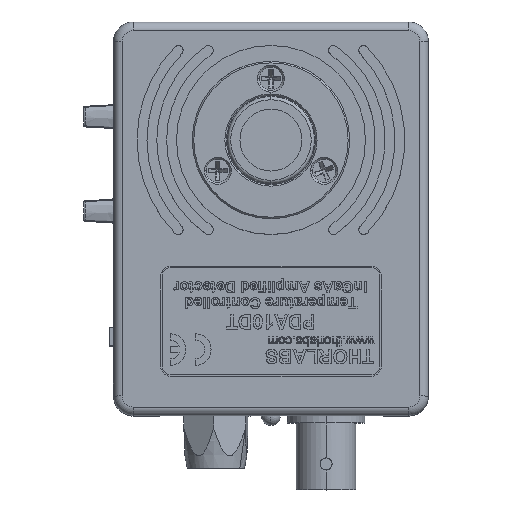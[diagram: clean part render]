
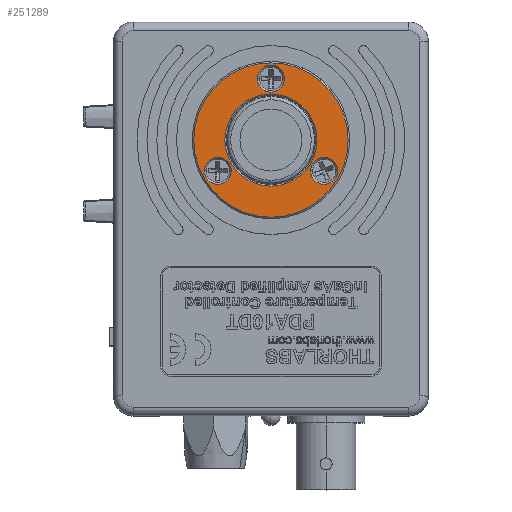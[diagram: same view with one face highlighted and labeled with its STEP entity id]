
A CAD part, top view. The second image highlights one B-rep face of the part: STEP entity #251289.
In plain terms, the highlighted planar face has unit normal (0, 0, 1).
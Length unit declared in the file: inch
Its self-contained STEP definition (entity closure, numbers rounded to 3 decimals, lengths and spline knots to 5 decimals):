
#164403 = CARTESIAN_POINT ( 'NONE',  ( 0., 1.75, 0.11756 ) ) ;
#164473 = CARTESIAN_POINT ( 'NONE',  ( 0.2925, 1.75, 0.11756 ) ) ;
#164474 = DIRECTION ( 'NONE',  ( 1., 0., 0. ) ) ;
#164476 = DIRECTION ( 'NONE',  ( 0., 0., -1. ) ) ;
#164477 = CARTESIAN_POINT ( 'NONE',  ( 0., 1.75, 0.11756 ) ) ;
#164478 = AXIS2_PLACEMENT_3D ( 'NONE', #164477, #164476, #164474 ) ;
#164479 = CIRCLE ( 'NONE', #164478, 0.2925 ) ;
#164484 = CARTESIAN_POINT ( 'NONE',  ( -0.2925, 1.75, 0.11756 ) ) ;
#164505 = CARTESIAN_POINT ( 'NONE',  ( -0.49, 1.75, 0.11756 ) ) ;
#164507 = CARTESIAN_POINT ( 'NONE',  ( 0.49, 1.75, 0.11756 ) ) ;
#164510 = DIRECTION ( 'NONE',  ( 1., 0., 0. ) ) ;
#164512 = DIRECTION ( 'NONE',  ( 0., 0., 1. ) ) ;
#164513 = AXIS2_PLACEMENT_3D ( 'NONE', #164403, #164512, #164510 ) ;
#164514 = CIRCLE ( 'NONE', #164513, 0.49 ) ;
#164682 = CARTESIAN_POINT ( 'NONE',  ( 0.086, 2.14, 0.11756 ) ) ;
#164683 = DIRECTION ( 'NONE',  ( 1., 0., 0. ) ) ;
#164685 = DIRECTION ( 'NONE',  ( 0., 0., 1. ) ) ;
#164686 = CARTESIAN_POINT ( 'NONE',  ( 0., 2.14, 0.11756 ) ) ;
#164688 = AXIS2_PLACEMENT_3D ( 'NONE', #164686, #164685, #164683 ) ;
#164689 = CIRCLE ( 'NONE', #164688, 0.086 ) ;
#164691 = CARTESIAN_POINT ( 'NONE',  ( -0.086, 2.14, 0.11756 ) ) ;
#165009 = CARTESIAN_POINT ( 'NONE',  ( -0.25175, 1.555, 0.11756 ) ) ;
#165010 = DIRECTION ( 'NONE',  ( 1., 0., 0. ) ) ;
#165011 = DIRECTION ( 'NONE',  ( 0., 0., 1. ) ) ;
#165012 = CARTESIAN_POINT ( 'NONE',  ( -0.33775, 1.555, 0.11756 ) ) ;
#165013 = AXIS2_PLACEMENT_3D ( 'NONE', #165012, #165011, #165010 ) ;
#165015 = CIRCLE ( 'NONE', #165013, 0.086 ) ;
#165017 = CARTESIAN_POINT ( 'NONE',  ( -0.42375, 1.555, 0.11756 ) ) ;
#165178 = FACE_BOUND ( 'NONE', #251448, .T. ) ;
#165179 = FACE_BOUND ( 'NONE', #251437, .T. ) ;
#165180 = FACE_BOUND ( 'NONE', #251299, .T. ) ;
#165181 = FACE_BOUND ( 'NONE', #251295, .T. ) ;
#165182 = FACE_OUTER_BOUND ( 'NONE', #251290, .T. ) ;
#165229 = DIRECTION ( 'NONE',  ( 1., 0., 0. ) ) ;
#165230 = DIRECTION ( 'NONE',  ( 0., 0., 1. ) ) ;
#165232 = CARTESIAN_POINT ( 'NONE',  ( 0., 1.75, 0.11756 ) ) ;
#165234 = AXIS2_PLACEMENT_3D ( 'NONE', #165232, #165230, #165229 ) ;
#165235 = CIRCLE ( 'NONE', #165234, 0.49 ) ;
#165240 = DIRECTION ( 'NONE',  ( 1., 0., 0. ) ) ;
#165241 = DIRECTION ( 'NONE',  ( 0., 0., 1. ) ) ;
#165243 = CARTESIAN_POINT ( 'NONE',  ( 0., 1.75, 0.11756 ) ) ;
#165244 = AXIS2_PLACEMENT_3D ( 'NONE', #165243, #165241, #165240 ) ;
#165248 = PLANE ( 'NONE',  #165244 ) ;
#165421 = CARTESIAN_POINT ( 'NONE',  ( 0.42375, 1.555, 0.11756 ) ) ;
#165422 = DIRECTION ( 'NONE',  ( 1., 0., 0. ) ) ;
#165424 = DIRECTION ( 'NONE',  ( 0., 0., 1. ) ) ;
#165425 = CARTESIAN_POINT ( 'NONE',  ( 0.33775, 1.555, 0.11756 ) ) ;
#165427 = AXIS2_PLACEMENT_3D ( 'NONE', #165425, #165424, #165422 ) ;
#165428 = CIRCLE ( 'NONE', #165427, 0.086 ) ;
#165429 = CARTESIAN_POINT ( 'NONE',  ( 0.25175, 1.555, 0.11756 ) ) ;
#165609 = DIRECTION ( 'NONE',  ( 1., 0., 0. ) ) ;
#165610 = DIRECTION ( 'NONE',  ( 0., 0., 1. ) ) ;
#165611 = CARTESIAN_POINT ( 'NONE',  ( 0.33775, 1.555, 0.11756 ) ) ;
#165612 = AXIS2_PLACEMENT_3D ( 'NONE', #165611, #165610, #165609 ) ;
#165613 = CIRCLE ( 'NONE', #165612, 0.086 ) ;
#165620 = DIRECTION ( 'NONE',  ( 1., 0., 0. ) ) ;
#165622 = DIRECTION ( 'NONE',  ( 0., 0., 1. ) ) ;
#165624 = CARTESIAN_POINT ( 'NONE',  ( -0.33775, 1.555, 0.11756 ) ) ;
#165626 = AXIS2_PLACEMENT_3D ( 'NONE', #165624, #165622, #165620 ) ;
#165627 = CIRCLE ( 'NONE', #165626, 0.086 ) ;
#165633 = DIRECTION ( 'NONE',  ( 1., 0., 0. ) ) ;
#165635 = DIRECTION ( 'NONE',  ( 0., 0., 1. ) ) ;
#165637 = CARTESIAN_POINT ( 'NONE',  ( 0., 2.14, 0.11756 ) ) ;
#165639 = AXIS2_PLACEMENT_3D ( 'NONE', #165637, #165635, #165633 ) ;
#165640 = CIRCLE ( 'NONE', #165639, 0.086 ) ;
#165643 = DIRECTION ( 'NONE',  ( 1., 0., 0. ) ) ;
#165645 = DIRECTION ( 'NONE',  ( 0., 0., -1. ) ) ;
#165646 = CARTESIAN_POINT ( 'NONE',  ( 0., 1.75, 0.11756 ) ) ;
#165647 = AXIS2_PLACEMENT_3D ( 'NONE', #165646, #165645, #165643 ) ;
#165648 = CIRCLE ( 'NONE', #165647, 0.2925 ) ;
#251035 = EDGE_CURVE ( 'NONE', #251037, #251038, #164514, .T. ) ;
#251037 = VERTEX_POINT ( 'NONE', #164507 ) ;
#251038 = VERTEX_POINT ( 'NONE', #164505 ) ;
#251050 = VERTEX_POINT ( 'NONE', #164484 ) ;
#251055 = EDGE_CURVE ( 'NONE', #251058, #251050, #164479, .T. ) ;
#251058 = VERTEX_POINT ( 'NONE', #164473 ) ;
#251120 = VERTEX_POINT ( 'NONE', #164691 ) ;
#251127 = EDGE_CURVE ( 'NONE', #251120, #251129, #164689, .T. ) ;
#251129 = VERTEX_POINT ( 'NONE', #164682 ) ;
#251239 = VERTEX_POINT ( 'NONE', #165017 ) ;
#251244 = EDGE_CURVE ( 'NONE', #251239, #251247, #165015, .T. ) ;
#251247 = VERTEX_POINT ( 'NONE', #165009 ) ;
#251282 = ORIENTED_EDGE ( 'NONE', *, *, #251339, .F. ) ;
#251289 = ADVANCED_FACE ( 'NONE', ( #165182, #165181, #165180, #165179, #165178 ), #165248, .T. ) ;
#251290 = EDGE_LOOP ( 'NONE', ( #251291, #251293 ) ) ;
#251291 = ORIENTED_EDGE ( 'NONE', *, *, #251292, .T. ) ;
#251292 = EDGE_CURVE ( 'NONE', #251038, #251037, #165235, .T. ) ;
#251293 = ORIENTED_EDGE ( 'NONE', *, *, #251035, .T. ) ;
#251295 = EDGE_LOOP ( 'NONE', ( #251297, #251298 ) ) ;
#251297 = ORIENTED_EDGE ( 'NONE', *, *, #251055, .T. ) ;
#251298 = ORIENTED_EDGE ( 'NONE', *, *, #251429, .T. ) ;
#251299 = EDGE_LOOP ( 'NONE', ( #251430, #251433 ) ) ;
#251334 = VERTEX_POINT ( 'NONE', #165429 ) ;
#251339 = EDGE_CURVE ( 'NONE', #251334, #251341, #165428, .T. ) ;
#251341 = VERTEX_POINT ( 'NONE', #165421 ) ;
#251429 = EDGE_CURVE ( 'NONE', #251050, #251058, #165648, .T. ) ;
#251430 = ORIENTED_EDGE ( 'NONE', *, *, #251431, .F. ) ;
#251431 = EDGE_CURVE ( 'NONE', #251129, #251120, #165640, .T. ) ;
#251433 = ORIENTED_EDGE ( 'NONE', *, *, #251127, .F. ) ;
#251437 = EDGE_LOOP ( 'NONE', ( #251439, #251444 ) ) ;
#251439 = ORIENTED_EDGE ( 'NONE', *, *, #251441, .F. ) ;
#251441 = EDGE_CURVE ( 'NONE', #251247, #251239, #165627, .T. ) ;
#251444 = ORIENTED_EDGE ( 'NONE', *, *, #251244, .F. ) ;
#251448 = EDGE_LOOP ( 'NONE', ( #251451, #251282 ) ) ;
#251451 = ORIENTED_EDGE ( 'NONE', *, *, #251454, .F. ) ;
#251454 = EDGE_CURVE ( 'NONE', #251341, #251334, #165613, .T. ) ;
